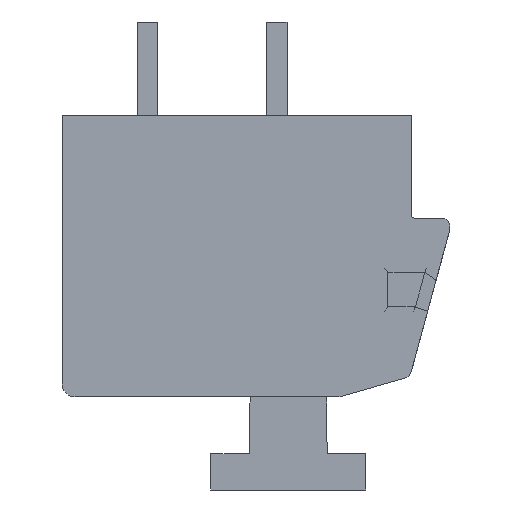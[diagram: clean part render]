
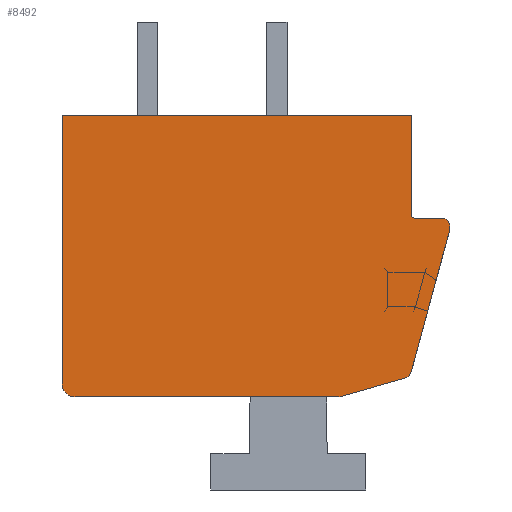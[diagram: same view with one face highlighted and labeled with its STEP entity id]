
A CAD part, front view. The second image highlights one B-rep face of the part: STEP entity #8492.
In plain terms, the highlighted planar face has unit normal (0, -1, 0).
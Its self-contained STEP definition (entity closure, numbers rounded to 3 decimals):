
#1=CARTESIAN_POINT('',(7.2,-101.25,1.15));
#2=DIRECTION('',(0.,-1.,0.));
#3=DIRECTION('',(1.,0.,0.));
#4=AXIS2_PLACEMENT_3D('',#1,#2,#3);
#6=DIRECTION('',(0.,0.,-1.));
#7=VECTOR('',#6,0.119);
#8=CARTESIAN_POINT('',(7.5,-101.25,1.15));
#9=LINE('',#8,#7);
#10=DIRECTION('',(0.262,0.,0.965));
#11=VECTOR('',#10,5.739);
#12=CARTESIAN_POINT('',(5.994,-101.25,-4.507));
#13=LINE('',#12,#11);
#14=CARTESIAN_POINT('',(5.705,-101.25,-4.428));
#15=DIRECTION('',(0.,-1.,0.));
#16=DIRECTION('',(0.274,0.,-0.962));
#17=AXIS2_PLACEMENT_3D('',#14,#15,#16);
#19=DIRECTION('',(0.962,0.,0.274));
#20=VECTOR('',#19,2.679);
#21=CARTESIAN_POINT('',(3.21,-101.25,-5.45));
#22=LINE('',#21,#20);
#23=DIRECTION('',(-1.,0.,0.));
#24=VECTOR('',#23,10.21);
#25=CARTESIAN_POINT('',(3.21,-101.25,-5.45));
#26=LINE('',#25,#24);
#27=CARTESIAN_POINT('',(-7.,-101.25,-4.95));
#28=DIRECTION('',(0.,-1.,0.));
#29=DIRECTION('',(-1.,0.,0.));
#30=AXIS2_PLACEMENT_3D('',#27,#28,#29);
#32=DIRECTION('',(0.,0.,1.));
#33=VECTOR('',#32,10.4);
#34=CARTESIAN_POINT('',(-7.5,-101.25,-4.95));
#35=LINE('',#34,#33);
#36=DIRECTION('',(1.,0.,0.));
#37=VECTOR('',#36,13.5);
#38=CARTESIAN_POINT('',(-7.5,-101.25,5.45));
#39=LINE('',#38,#37);
#40=DIRECTION('',(0.,0.,-1.));
#41=VECTOR('',#40,3.85);
#42=CARTESIAN_POINT('',(6.,-101.25,5.45));
#43=LINE('',#42,#41);
#44=DIRECTION('',(1.,0.,0.));
#45=VECTOR('',#44,1.05);
#46=CARTESIAN_POINT('',(6.15,-101.25,1.45));
#47=LINE('',#46,#45);
#60=CARTESIAN_POINT('',(6.15,-101.25,1.6));
#61=DIRECTION('',(0.,1.,0.));
#62=DIRECTION('',(0.,0.,-1.));
#63=AXIS2_PLACEMENT_3D('',#60,#61,#62);
#6761=CARTESIAN_POINT('',(-7.5,-101.25,5.45));
#6762=CARTESIAN_POINT('',(6.,-101.25,5.45));
#6763=VERTEX_POINT('',#6761);
#6764=VERTEX_POINT('',#6762);
#6765=CARTESIAN_POINT('',(6.,-101.25,1.6));
#6766=VERTEX_POINT('',#6765);
#6767=CARTESIAN_POINT('',(6.15,-101.25,1.45));
#6768=VERTEX_POINT('',#6767);
#6769=CARTESIAN_POINT('',(7.5,-101.25,1.15));
#6770=CARTESIAN_POINT('',(7.2,-101.25,1.45));
#6771=VERTEX_POINT('',#6769);
#6772=VERTEX_POINT('',#6770);
#6773=CARTESIAN_POINT('',(5.787,-101.25,-4.716));
#6774=CARTESIAN_POINT('',(5.994,-101.25,-4.507));
#6775=VERTEX_POINT('',#6773);
#6776=VERTEX_POINT('',#6774);
#6777=CARTESIAN_POINT('',(-7.5,-101.25,-4.95));
#6778=CARTESIAN_POINT('',(-7.,-101.25,-5.45));
#6779=VERTEX_POINT('',#6777);
#6780=VERTEX_POINT('',#6778);
#6781=CARTESIAN_POINT('',(3.21,-101.25,-5.45));
#6782=VERTEX_POINT('',#6781);
#6783=CARTESIAN_POINT('',(7.5,-101.25,1.031));
#6784=VERTEX_POINT('',#6783);
#8461=CARTESIAN_POINT('',(0.,-101.25,0.));
#8462=DIRECTION('',(0.,1.,0.));
#8463=DIRECTION('',(1.,0.,0.));
#8464=AXIS2_PLACEMENT_3D('',#8461,#8462,#8463);
#8465=PLANE('',#8464);
#8467=ORIENTED_EDGE('',*,*,#8466,.F.);
#8469=ORIENTED_EDGE('',*,*,#8468,.T.);
#8471=ORIENTED_EDGE('',*,*,#8470,.F.);
#8473=ORIENTED_EDGE('',*,*,#8472,.F.);
#8475=ORIENTED_EDGE('',*,*,#8474,.F.);
#8477=ORIENTED_EDGE('',*,*,#8476,.T.);
#8479=ORIENTED_EDGE('',*,*,#8478,.F.);
#8481=ORIENTED_EDGE('',*,*,#8480,.T.);
#8483=ORIENTED_EDGE('',*,*,#8482,.T.);
#8485=ORIENTED_EDGE('',*,*,#8484,.T.);
#8487=ORIENTED_EDGE('',*,*,#8486,.F.);
#8489=ORIENTED_EDGE('',*,*,#8488,.T.);
#8490=EDGE_LOOP('',(#8467,#8469,#8471,#8473,#8475,#8477,#8479,#8481,#8483,#8485,
#8487,#8489));
#8491=FACE_OUTER_BOUND('',#8490,.F.);
#8492=ADVANCED_FACE('',(#8491),#8465,.F.);
#5=CIRCLE('',#4,0.3);
#18=CIRCLE('',#17,0.3);
#31=CIRCLE('',#30,0.5);
#64=CIRCLE('',#63,0.15);
#8466=EDGE_CURVE('',#6771,#6772,#5,.T.);
#8468=EDGE_CURVE('',#6771,#6784,#9,.T.);
#8470=EDGE_CURVE('',#6776,#6784,#13,.T.);
#8472=EDGE_CURVE('',#6775,#6776,#18,.T.);
#8474=EDGE_CURVE('',#6782,#6775,#22,.T.);
#8476=EDGE_CURVE('',#6782,#6780,#26,.T.);
#8478=EDGE_CURVE('',#6779,#6780,#31,.T.);
#8480=EDGE_CURVE('',#6779,#6763,#35,.T.);
#8482=EDGE_CURVE('',#6763,#6764,#39,.T.);
#8484=EDGE_CURVE('',#6764,#6766,#43,.T.);
#8486=EDGE_CURVE('',#6768,#6766,#64,.T.);
#8488=EDGE_CURVE('',#6768,#6772,#47,.T.);
